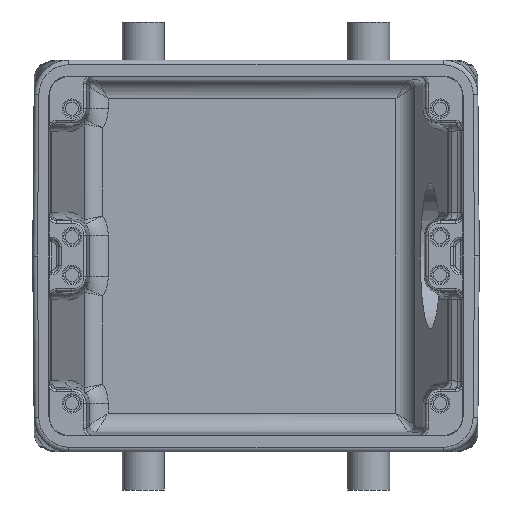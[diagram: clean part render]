
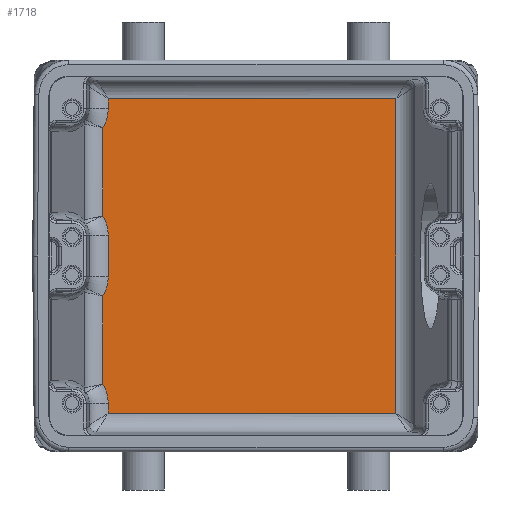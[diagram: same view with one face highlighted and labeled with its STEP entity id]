
A CAD part, front view. The second image highlights one B-rep face of the part: STEP entity #1718.
In plain terms, the highlighted planar face has unit normal (0, -1, 0).
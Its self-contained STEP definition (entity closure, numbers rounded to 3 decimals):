
#1023=FACE_OUTER_BOUND('',#2754,.T.);
#1718=ADVANCED_FACE('NONE',(#1023),#2030,.F.);
#2030=PLANE('',#10550);
#2754=EDGE_LOOP('',(#5627,#5628,#5629,#5630,#5631,#5632,#5633,#5634,#5635,
#5636,#5637,#5638));
#3241=CIRCLE('',#10459,7.646);
#3244=CIRCLE('',#10464,7.646);
#3247=CIRCLE('',#10469,7.646);
#3248=CIRCLE('',#10472,7.646);
#5627=ORIENTED_EDGE('',*,*,#7996,.F.);
#5628=ORIENTED_EDGE('',*,*,#7995,.F.);
#5629=ORIENTED_EDGE('',*,*,#7993,.F.);
#5630=ORIENTED_EDGE('',*,*,#7991,.F.);
#5631=ORIENTED_EDGE('',*,*,#7990,.F.);
#5632=ORIENTED_EDGE('',*,*,#7987,.F.);
#5633=ORIENTED_EDGE('',*,*,#8001,.F.);
#5634=ORIENTED_EDGE('',*,*,#8109,.T.);
#5635=ORIENTED_EDGE('',*,*,#7998,.F.);
#5636=ORIENTED_EDGE('',*,*,#8038,.F.);
#5637=ORIENTED_EDGE('',*,*,#7985,.F.);
#5638=ORIENTED_EDGE('',*,*,#7997,.F.);
#6572=VERTEX_POINT('',#16079);
#6575=VERTEX_POINT('',#16139);
#6584=VERTEX_POINT('',#16270);
#6587=VERTEX_POINT('',#16330);
#6654=VERTEX_POINT('',#17117);
#6657=VERTEX_POINT('',#17147);
#6750=VERTEX_POINT('',#17885);
#6751=VERTEX_POINT('',#17889);
#6753=VERTEX_POINT('',#17897);
#6754=VERTEX_POINT('',#17901);
#6755=VERTEX_POINT('',#17911);
#6757=VERTEX_POINT('',#17917);
#7985=EDGE_CURVE('NONE',#6750,#6657,#8809,.T.);
#7987=EDGE_CURVE('NONE',#6751,#6572,#3241,.T.);
#7990=EDGE_CURVE('NONE',#6572,#6575,#8810,.T.);
#7991=EDGE_CURVE('NONE',#6575,#6753,#3244,.T.);
#7993=EDGE_CURVE('NONE',#6753,#6754,#8811,.T.);
#7995=EDGE_CURVE('NONE',#6754,#6584,#3247,.T.);
#7996=EDGE_CURVE('NONE',#6584,#6587,#8812,.T.);
#7997=EDGE_CURVE('NONE',#6587,#6750,#3248,.T.);
#7998=EDGE_CURVE('NONE',#6654,#6755,#8813,.T.);
#8001=EDGE_CURVE('NONE',#6757,#6751,#8815,.T.);
#8038=EDGE_CURVE('NONE',#6657,#6654,#8833,.T.);
#8109=EDGE_CURVE('NONE',#6757,#6755,#8880,.T.);
#8809=LINE('',#17884,#9529);
#8810=LINE('',#17894,#9530);
#8811=LINE('',#17900,#9531);
#8812=LINE('',#17906,#9532);
#8813=LINE('',#17910,#9533);
#8815=LINE('',#17916,#9535);
#8833=LINE('',#18223,#9553);
#8880=LINE('',#18389,#9600);
#9529=VECTOR('',#12894,1.);
#9530=VECTOR('',#12907,1.);
#9531=VECTOR('',#12916,1.);
#9532=VECTOR('',#12925,1.);
#9533=VECTOR('',#12932,1.);
#9535=VECTOR('',#12938,1.);
#9553=VECTOR('',#12990,1.);
#9600=VECTOR('',#13151,1.);
#10459=AXIS2_PLACEMENT_3D('',#17888,#12899,#12900);
#10464=AXIS2_PLACEMENT_3D('',#17896,#12910,#12911);
#10469=AXIS2_PLACEMENT_3D('',#17904,#12921,#12922);
#10472=AXIS2_PLACEMENT_3D('',#17908,#12928,#12929);
#10550=AXIS2_PLACEMENT_3D('',#18390,#13152,#13153);
#12894=DIRECTION('',(0.,0.,1.));
#12899=DIRECTION('',(0.,-1.,0.));
#12900=DIRECTION('',(-1.,0.,0.));
#12907=DIRECTION('',(0.,0.,1.));
#12910=DIRECTION('',(0.,-1.,0.));
#12911=DIRECTION('',(0.,0.,1.));
#12916=DIRECTION('',(0.,0.,1.));
#12921=DIRECTION('',(0.,-1.,0.));
#12922=DIRECTION('',(-1.,0.,0.));
#12925=DIRECTION('',(0.,0.,1.));
#12928=DIRECTION('',(0.,-1.,0.));
#12929=DIRECTION('',(0.,0.,1.));
#12932=DIRECTION('',(0.,0.,-1.));
#12938=DIRECTION('',(0.,0.,1.));
#12990=DIRECTION('',(1.,0.,0.));
#13151=DIRECTION('',(1.,0.,0.));
#13152=DIRECTION('',(0.,1.,0.));
#13153=DIRECTION('',(0.,0.,1.));
#16079=CARTESIAN_POINT('',(-32.225,40.,-27.015));
#16139=CARTESIAN_POINT('',(-32.225,40.,-8.385));
#16270=CARTESIAN_POINT('',(-32.225,40.,8.385));
#16330=CARTESIAN_POINT('',(-32.225,40.,27.015));
#17117=CARTESIAN_POINT('',(29.448,40.,33.104));
#17147=CARTESIAN_POINT('',(-31.104,40.,33.104));
#17884=CARTESIAN_POINT('',(-31.104,40.,-37.75));
#17885=CARTESIAN_POINT('',(-31.104,40.,31.));
#17888=CARTESIAN_POINT('',(-38.75,40.,-31.));
#17889=CARTESIAN_POINT('',(-31.104,40.,-31.));
#17894=CARTESIAN_POINT('',(-32.225,40.,-37.75));
#17896=CARTESIAN_POINT('',(-38.75,40.,-4.4));
#17897=CARTESIAN_POINT('',(-31.104,40.,-4.4));
#17900=CARTESIAN_POINT('',(-31.104,40.,-37.75));
#17901=CARTESIAN_POINT('',(-31.104,40.,4.4));
#17904=CARTESIAN_POINT('',(-38.75,40.,4.4));
#17906=CARTESIAN_POINT('',(-32.225,40.,-37.75));
#17908=CARTESIAN_POINT('',(-38.75,40.,31.));
#17910=CARTESIAN_POINT('',(29.448,40.,-37.75));
#17911=CARTESIAN_POINT('',(29.448,40.,-33.104));
#17916=CARTESIAN_POINT('',(-31.104,40.,-37.75));
#17917=CARTESIAN_POINT('',(-31.104,40.,-33.104));
#18223=CARTESIAN_POINT('',(32.925,40.,33.104));
#18389=CARTESIAN_POINT('',(35.75,40.,-33.104));
#18390=CARTESIAN_POINT('',(32.925,40.,-37.75));
